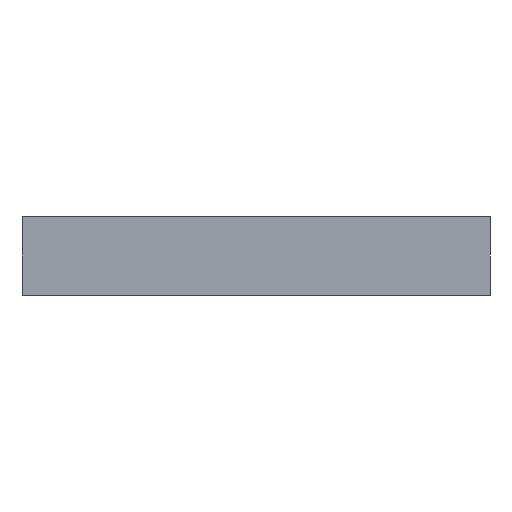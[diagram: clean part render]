
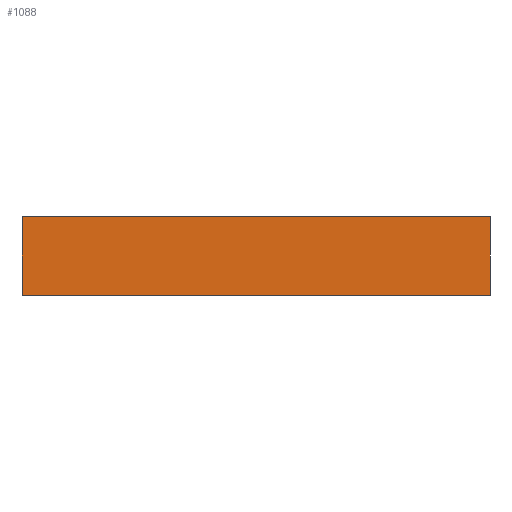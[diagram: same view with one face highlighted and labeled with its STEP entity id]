
A CAD part, left-side view. The second image highlights one B-rep face of the part: STEP entity #1088.
In plain terms, the highlighted planar face has unit normal (-1, 0, 0).
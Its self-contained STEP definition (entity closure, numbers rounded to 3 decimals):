
#35 = CARTESIAN_POINT ( 'NONE',  ( -76.5, 47.5, 8. ) ) ;
#73 = CARTESIAN_POINT ( 'NONE',  ( -76.5, -47.5, 8. ) ) ;
#81 = VECTOR ( 'NONE', #824, 1000. ) ;
#119 = VECTOR ( 'NONE', #579, 1000. ) ;
#128 = ORIENTED_EDGE ( 'NONE', *, *, #917, .T. ) ;
#130 = DIRECTION ( 'NONE',  ( 0., 0., -1. ) ) ;
#146 = LINE ( 'NONE', #35, #119 ) ;
#260 = EDGE_LOOP ( 'NONE', ( #667, #525, #656, #128 ) ) ;
#288 = CARTESIAN_POINT ( 'NONE',  ( -76.5, -47.5, -8. ) ) ;
#293 = VERTEX_POINT ( 'NONE', #649 ) ;
#323 = LINE ( 'NONE', #73, #774 ) ;
#333 = VECTOR ( 'NONE', #130, 1000. ) ;
#337 = DIRECTION ( 'NONE',  ( 0., 0., -1. ) ) ;
#342 = CARTESIAN_POINT ( 'NONE',  ( -76.5, 47.5, -8. ) ) ;
#378 = FACE_OUTER_BOUND ( 'NONE', #260, .T. ) ;
#471 = VERTEX_POINT ( 'NONE', #342 ) ;
#474 = CARTESIAN_POINT ( 'NONE',  ( -76.5, -47.5, -8. ) ) ;
#525 = ORIENTED_EDGE ( 'NONE', *, *, #935, .F. ) ;
#563 = LINE ( 'NONE', #288, #81 ) ;
#575 = LINE ( 'NONE', #1042, #333 ) ;
#579 = DIRECTION ( 'NONE',  ( 0., 0., -1. ) ) ;
#591 = CARTESIAN_POINT ( 'NONE',  ( -76.5, -47.5, 8. ) ) ;
#602 = AXIS2_PLACEMENT_3D ( 'NONE', #690, #873, #337 ) ;
#649 = CARTESIAN_POINT ( 'NONE',  ( -76.5, 47.5, 8. ) ) ;
#656 = ORIENTED_EDGE ( 'NONE', *, *, #1165, .F. ) ;
#667 = ORIENTED_EDGE ( 'NONE', *, *, #732, .T. ) ;
#690 = CARTESIAN_POINT ( 'NONE',  ( -76.5, -47.5, 8. ) ) ;
#732 = EDGE_CURVE ( 'NONE', #471, #876, #563, .T. ) ;
#774 = VECTOR ( 'NONE', #890, 1000. ) ;
#781 = PLANE ( 'NONE',  #602 ) ;
#824 = DIRECTION ( 'NONE',  ( 0., -1., 0. ) ) ;
#873 = DIRECTION ( 'NONE',  ( 1., 0., 0. ) ) ;
#876 = VERTEX_POINT ( 'NONE', #474 ) ;
#890 = DIRECTION ( 'NONE',  ( 0., -1., 0. ) ) ;
#917 = EDGE_CURVE ( 'NONE', #293, #471, #146, .T. ) ;
#935 = EDGE_CURVE ( 'NONE', #1018, #876, #575, .T. ) ;
#1018 = VERTEX_POINT ( 'NONE', #591 ) ;
#1042 = CARTESIAN_POINT ( 'NONE',  ( -76.5, -47.5, 8. ) ) ;
#1088 = ADVANCED_FACE ( 'NONE', ( #378 ), #781, .F. ) ;
#1165 = EDGE_CURVE ( 'NONE', #293, #1018, #323, .T. ) ;
